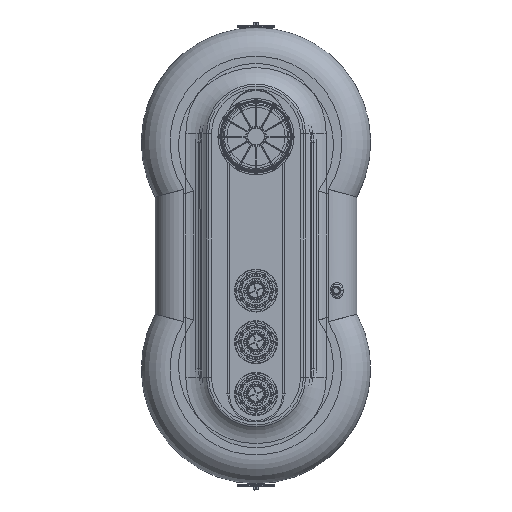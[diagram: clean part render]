
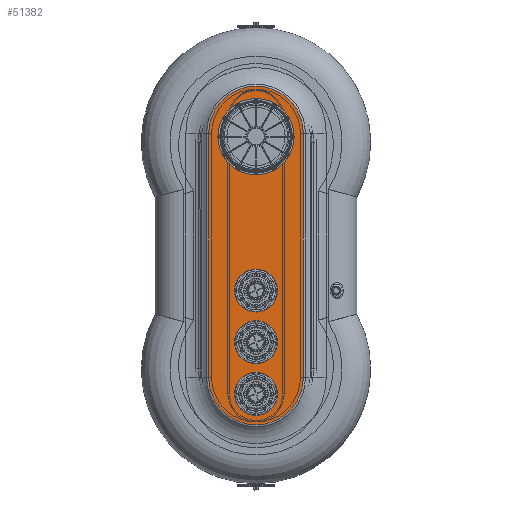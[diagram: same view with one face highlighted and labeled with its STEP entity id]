
A CAD part, top view. The second image highlights one B-rep face of the part: STEP entity #51382.
In plain terms, the highlighted planar face has unit normal (0, 0, 1).
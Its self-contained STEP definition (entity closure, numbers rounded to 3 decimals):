
#836=FACE_BOUND('',#14524,.T.);
#837=FACE_BOUND('',#14525,.T.);
#838=FACE_BOUND('',#14526,.T.);
#839=FACE_BOUND('',#14527,.T.);
#1271=PLANE('',#63873);
#3216=LINE('',#133250,#6172);
#3217=LINE('',#133256,#6173);
#6172=VECTOR('',#75960,10.);
#6173=VECTOR('',#75969,10.);
#11059=FACE_OUTER_BOUND('',#14523,.T.);
#14523=EDGE_LOOP('',(#41587,#41588,#41589,#41590));
#14524=EDGE_LOOP('',(#41591));
#14525=EDGE_LOOP('',(#41592));
#14526=EDGE_LOOP('',(#41593));
#14527=EDGE_LOOP('',(#41594));
#20650=VERTEX_POINT('',#133242);
#20651=VERTEX_POINT('',#133244);
#20652=VERTEX_POINT('',#133248);
#20653=VERTEX_POINT('',#133252);
#20654=VERTEX_POINT('',#133258);
#20655=VERTEX_POINT('',#133260);
#20656=VERTEX_POINT('',#133262);
#20657=VERTEX_POINT('',#133264);
#27926=EDGE_CURVE('',#20650,#20651,#54978,.T.);
#27929=EDGE_CURVE('',#20652,#20650,#3216,.T.);
#27931=EDGE_CURVE('',#20653,#20652,#54982,.T.);
#27932=EDGE_CURVE('',#20651,#20653,#3217,.T.);
#27933=EDGE_CURVE('',#20654,#20654,#54983,.T.);
#27934=EDGE_CURVE('',#20655,#20655,#54984,.T.);
#27935=EDGE_CURVE('',#20656,#20656,#54985,.T.);
#27936=EDGE_CURVE('',#20657,#20657,#54986,.T.);
#41587=ORIENTED_EDGE('',*,*,#27929,.F.);
#41588=ORIENTED_EDGE('',*,*,#27931,.F.);
#41589=ORIENTED_EDGE('',*,*,#27932,.F.);
#41590=ORIENTED_EDGE('',*,*,#27926,.F.);
#41591=ORIENTED_EDGE('',*,*,#27933,.T.);
#41592=ORIENTED_EDGE('',*,*,#27934,.T.);
#41593=ORIENTED_EDGE('',*,*,#27935,.T.);
#41594=ORIENTED_EDGE('',*,*,#27936,.T.);
#51382=ADVANCED_FACE('',(#11059,#836,#837,#838,#839),#1271,.T.);
#54978=CIRCLE('',#63865,165.);
#54982=CIRCLE('',#63871,165.);
#54983=CIRCLE('',#63874,125.);
#54984=CIRCLE('',#63875,55.);
#54985=CIRCLE('',#63876,55.);
#54986=CIRCLE('',#63877,55.);
#63865=AXIS2_PLACEMENT_3D('',#133245,#75952,#75953);
#63871=AXIS2_PLACEMENT_3D('',#133254,#75965,#75966);
#63873=AXIS2_PLACEMENT_3D('',#133257,#75970,#75971);
#63874=AXIS2_PLACEMENT_3D('',#133259,#75972,#75973);
#63875=AXIS2_PLACEMENT_3D('',#133261,#75974,#75975);
#63876=AXIS2_PLACEMENT_3D('',#133263,#75976,#75977);
#63877=AXIS2_PLACEMENT_3D('',#133265,#75978,#75979);
#75952=DIRECTION('center_axis',(0.,0.,
-1.));
#75953=DIRECTION('ref_axis',(0.,-1.,0.));
#75960=DIRECTION('',(0.,-1.,0.));
#75965=DIRECTION('center_axis',(0.,0.,
-1.));
#75966=DIRECTION('ref_axis',(0.,1.,0.));
#75969=DIRECTION('',(0.,1.,0.));
#75970=DIRECTION('center_axis',(0.,0.,
1.));
#75971=DIRECTION('ref_axis',(1.,0.,0.));
#75972=DIRECTION('center_axis',(0.,0.,
-1.));
#75973=DIRECTION('ref_axis',(-1.,0.,0.));
#75974=DIRECTION('center_axis',(0.,0.,
-1.));
#75975=DIRECTION('ref_axis',(-1.,0.,0.));
#75976=DIRECTION('center_axis',(0.,0.,
-1.));
#75977=DIRECTION('ref_axis',(-1.,0.,0.));
#75978=DIRECTION('center_axis',(0.,0.,
-1.));
#75979=DIRECTION('ref_axis',(-1.,0.,0.));
#133242=CARTESIAN_POINT('',(165.,-425.444,865.));
#133244=CARTESIAN_POINT('',(-165.,-425.444,865.));
#133245=CARTESIAN_POINT('Origin',(0.,-425.444,
865.));
#133248=CARTESIAN_POINT('',(165.,424.556,865.));
#133250=CARTESIAN_POINT('',(165.,-212.944,865.));
#133252=CARTESIAN_POINT('',(-165.,424.556,865.));
#133254=CARTESIAN_POINT('Origin',(0.,424.556,
865.));
#133256=CARTESIAN_POINT('',(-165.,212.056,865.));
#133257=CARTESIAN_POINT('Origin',(0.,-0.444,
865.));
#133258=CARTESIAN_POINT('',(125.,413.556,865.));
#133259=CARTESIAN_POINT('Origin',(0.,413.556,
865.));
#133260=CARTESIAN_POINT('',(55.,-302.444,865.));
#133261=CARTESIAN_POINT('Origin',(0.,-302.444,
865.));
#133262=CARTESIAN_POINT('',(55.,-482.444,865.));
#133263=CARTESIAN_POINT('Origin',(0.,-482.444,
865.));
#133264=CARTESIAN_POINT('',(55.,-122.444,865.));
#133265=CARTESIAN_POINT('Origin',(0.,-122.444,
865.));
